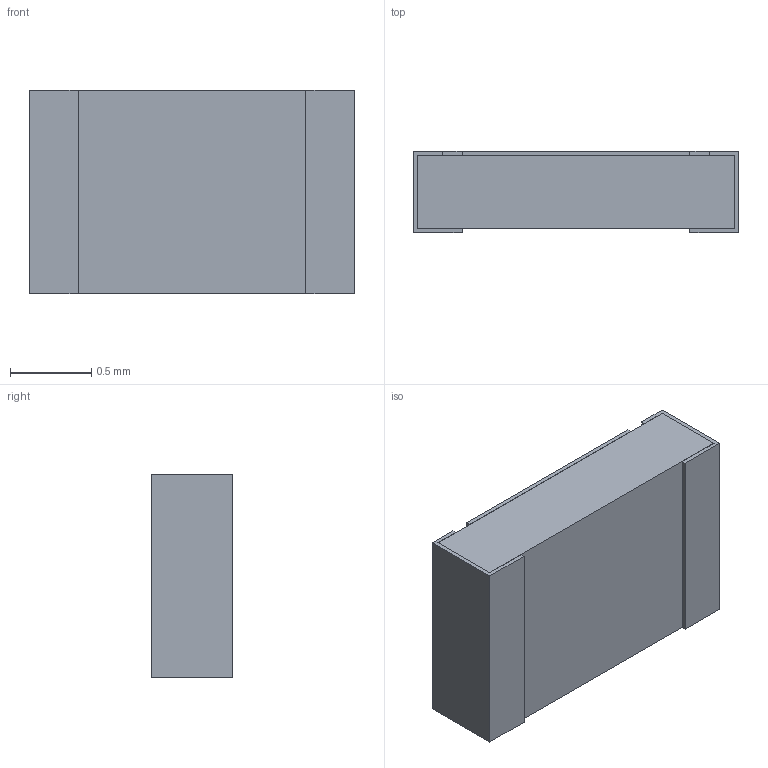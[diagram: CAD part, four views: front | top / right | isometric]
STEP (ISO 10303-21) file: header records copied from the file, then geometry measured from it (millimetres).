
FILE_DESCRIPTION(('FreeCAD Model'),'2;1');
FILE_NAME('Open CASCADE Shape Model','2025-11-13T17:15:42',(''),(''), 'Open CASCADE STEP processor 7.8','FreeCAD','Unknown');
FILE_SCHEMA(('AP242_MANAGED_MODEL_BASED_3D_ENGINEERING_MIM_LF. {1 0 10303 442 1 1 4 }'));
Length unit declared in the file: millimetre
Products named in the file (5): RCS0805120RFKEA004; RCS0805120RFKEA; RCS0805120RFKEA001; RCS0805120RFKEA002; RCS0805120RFKEA003
Assembly tree (4 placements, depth 2):
  RCS0805120RFKEA004
    RCS0805120RFKEA
    RCS0805120RFKEA001
    RCS0805120RFKEA002
    RCS0805120RFKEA003
Bounding box: 2 x 0.5 x 1.25 mm (x, y, z)
Volume: 1.2 mm3; surface area: 16.7 mm2
Topology: 4 solids, 4 shells, 40 faces, 96 edges, 64 vertices
Faces by surface type: plane 40
Entity records: 1260 total; most frequent: CARTESIAN_POINT 205, ORIENTED_EDGE 192, DIRECTION 186, EDGE_CURVE 96, LINE 96, VECTOR 96, VERTEX_POINT 64, AXIS2_PLACEMENT_3D 45
